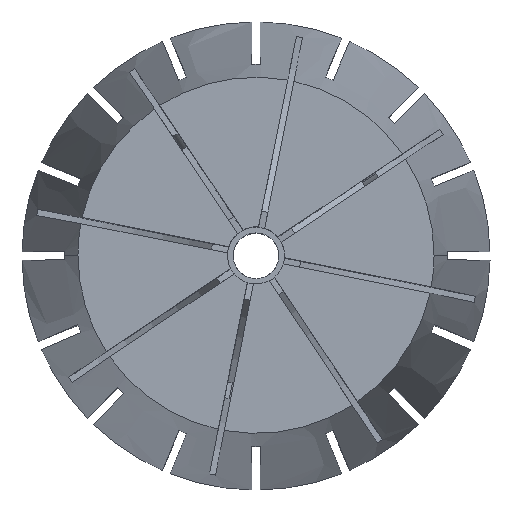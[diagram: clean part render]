
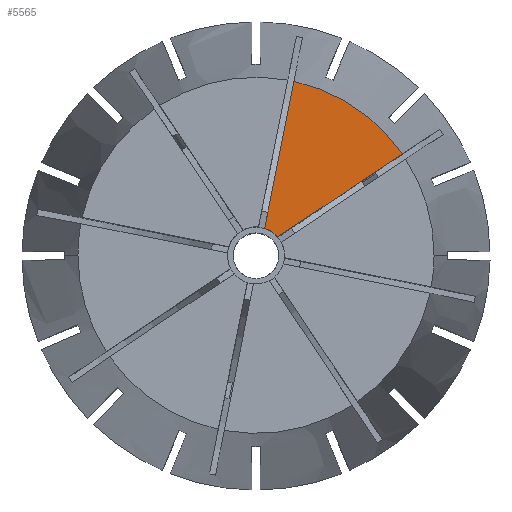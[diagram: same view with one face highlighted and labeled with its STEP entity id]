
A CAD part, top view. The second image highlights one B-rep face of the part: STEP entity #5565.
In plain terms, the highlighted planar face has unit normal (0, 0, 1).
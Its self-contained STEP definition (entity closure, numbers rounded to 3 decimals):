
#117 = VERTEX_POINT ( 'NONE', #5335 ) ;
#159 = VERTEX_POINT ( 'NONE', #3428 ) ;
#364 = CARTESIAN_POINT ( 'NONE',  ( 0.27, -0.054, 0. ) ) ;
#437 = AXIS2_PLACEMENT_3D ( 'NONE', #1929, #2487, #3154 ) ;
#584 = EDGE_LOOP ( 'NONE', ( #7419, #7262, #3388, #3715 ) ) ;
#590 = PLANE ( 'NONE',  #6844 ) ;
#1046 = EDGE_CURVE ( 'NONE', #6663, #159, #5174, .T. ) ;
#1787 = DIRECTION ( 'NONE',  ( 0., 0., -1. ) ) ;
#1929 = CARTESIAN_POINT ( 'NONE',  ( 0., 0., 0. ) ) ;
#2027 = CARTESIAN_POINT ( 'NONE',  ( 0., 0., 0. ) ) ;
#2487 = DIRECTION ( 'NONE',  ( 0., 0., 1. ) ) ;
#2629 = DIRECTION ( 'NONE',  ( -0.195, -0.981, 0. ) ) ;
#2771 = EDGE_CURVE ( 'NONE', #6663, #117, #6669, .T. ) ;
#2829 = DIRECTION ( 'NONE',  ( -0.831, -0.556, 0. ) ) ;
#3154 = DIRECTION ( 'NONE',  ( 1., 0., 0. ) ) ;
#3388 = ORIENTED_EDGE ( 'NONE', *, *, #2771, .T. ) ;
#3428 = CARTESIAN_POINT ( 'NONE',  ( 1.913, 1.609, 0. ) ) ;
#3617 = VECTOR ( 'NONE', #2829, 1000. ) ;
#3715 = ORIENTED_EDGE ( 'NONE', *, *, #5054, .T. ) ;
#4458 = EDGE_CURVE ( 'NONE', #159, #5605, #4595, .T. ) ;
#4585 = CARTESIAN_POINT ( 'NONE',  ( 12.812, 8.892, 0. ) ) ;
#4595 = CIRCLE ( 'NONE', #437, 2.5 ) ;
#4729 = CARTESIAN_POINT ( 'NONE',  ( 0., 0., 0. ) ) ;
#4875 = LINE ( 'NONE', #364, #7591 ) ;
#5011 = DIRECTION ( 'NONE',  ( 1., 0., 0. ) ) ;
#5054 = EDGE_CURVE ( 'NONE', #117, #5605, #4875, .T. ) ;
#5174 = LINE ( 'NONE', #6358, #3617 ) ;
#5335 = CARTESIAN_POINT ( 'NONE',  ( 3.312, 15.24, 0. ) ) ;
#5565 = ADVANCED_FACE ( 'NONE', ( #6552 ), #590, .F. ) ;
#5605 = VERTEX_POINT ( 'NONE', #5690 ) ;
#5690 = CARTESIAN_POINT ( 'NONE',  ( 0.754, 2.383, 0. ) ) ;
#6173 = DIRECTION ( 'NONE',  ( 0., 0., 1. ) ) ;
#6221 = AXIS2_PLACEMENT_3D ( 'NONE', #2027, #6173, #5011 ) ;
#6358 = CARTESIAN_POINT ( 'NONE',  ( -0.153, 0.229, 0. ) ) ;
#6520 = DIRECTION ( 'NONE',  ( -1., 0., 0. ) ) ;
#6552 = FACE_OUTER_BOUND ( 'NONE', #584, .T. ) ;
#6663 = VERTEX_POINT ( 'NONE', #4585 ) ;
#6669 = CIRCLE ( 'NONE', #6221, 15.595 ) ;
#6844 = AXIS2_PLACEMENT_3D ( 'NONE', #4729, #1787, #6520 ) ;
#7262 = ORIENTED_EDGE ( 'NONE', *, *, #1046, .F. ) ;
#7419 = ORIENTED_EDGE ( 'NONE', *, *, #4458, .F. ) ;
#7591 = VECTOR ( 'NONE', #2629, 1000. ) ;
